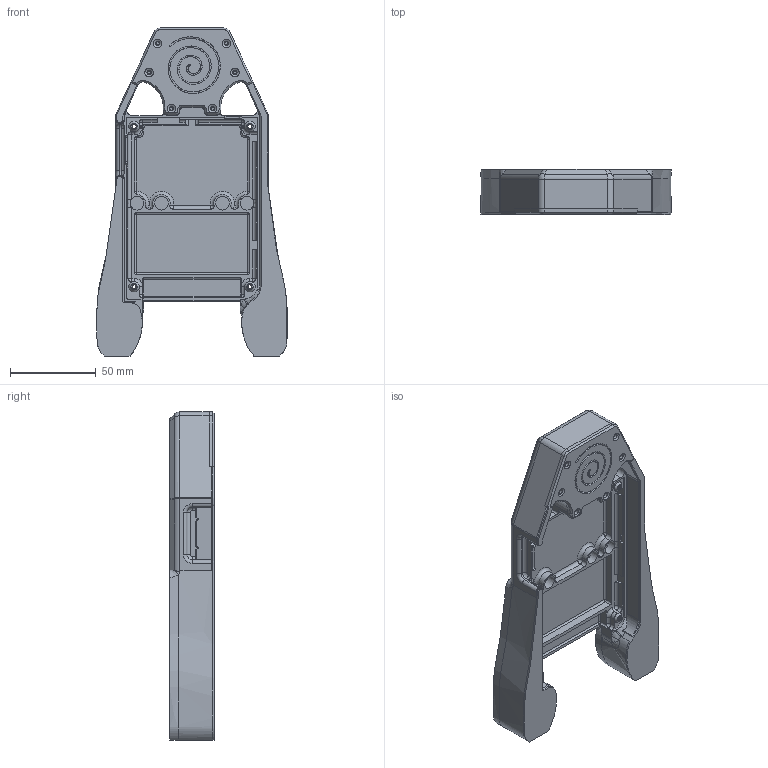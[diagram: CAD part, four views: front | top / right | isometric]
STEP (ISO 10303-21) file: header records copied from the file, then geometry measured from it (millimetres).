
FILE_DESCRIPTION(/* description */ (''),/* implementation_level */ '2;1');
FILE_NAME(/* name */ 'super_telmi.step',/* time_stamp */ '2025-11-23T02:21:24+01:00',/* author */ (''),/* organization */ (''),/* preprocessor_version */ 'ST-DEVELOPER v20.1',/* originating_system */ 'Autodesk Translation Framework v14.21.0.0',/* authorisation */ '');
FILE_SCHEMA (('AUTOMOTIVE_DESIGN { 1 0 10303 214 3 1 1 }'));
Length unit declared in the file: millimetre
Products named in the file (1): A_objects
Bounding box: 110.95 x 26 x 191 mm (x, y, z)
Volume: 157816.9 mm3; surface area: 63062.7 mm2
Topology: 2 solids, 2 shells, 668 faces, 1781 edges, 1063 vertices
Faces by surface type: plane 283, cylinder 219, bspline 61, cone 55, torus 30, sphere 20
Full cylindrical faces by diameter (mm): 1.8 x6, 2.35 x4, 2.8 x6, 5 x4, 8 x4, 10.2 x2, 37.5 x1
Entity records: 23525 total; most frequent: CARTESIAN_POINT 7215, ORIENTED_EDGE 3510, DIRECTION 3341, EDGE_CURVE 1755, AXIS2_PLACEMENT_3D 1200, VERTEX_POINT 1063, LINE 941, VECTOR 941
